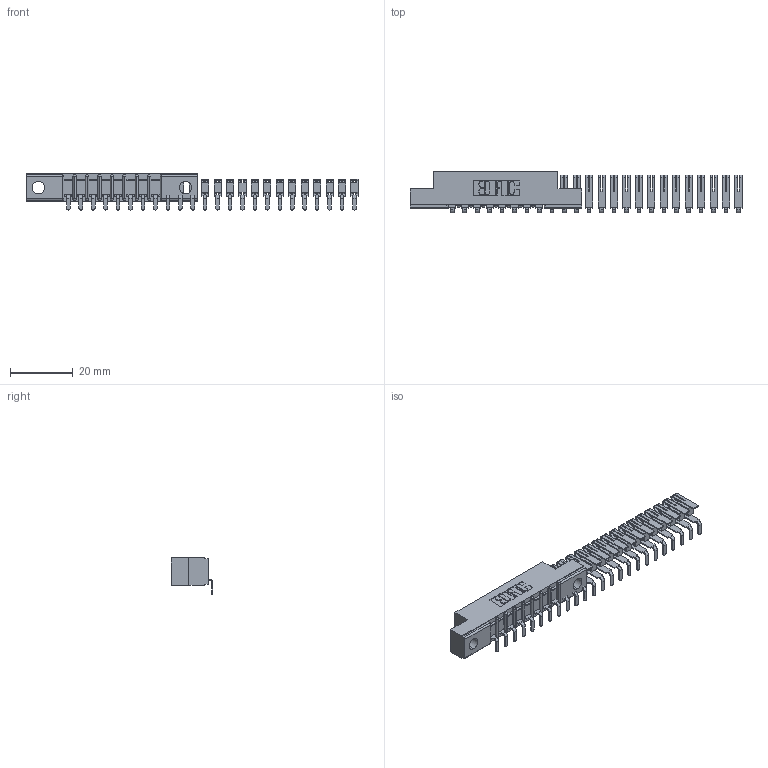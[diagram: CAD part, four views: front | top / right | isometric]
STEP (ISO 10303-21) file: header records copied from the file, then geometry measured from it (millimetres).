
FILE_DESCRIPTION (( 'STEP AP203' ), '1' );
FILE_NAME ('357-024-553-104.STEP', '2018-08-09T00:37:51', ( '' ), ( '' ), 'SwSTEP 2.0', 'SolidWorks 2016', '' );
FILE_SCHEMA (( 'CONFIG_CONTROL_DESIGN' ));
Length unit declared in the file: inch
Products named in the file (3): 307 Part_.156 Dia Mounting Holes; 307-290-002_553; 357-024-553-104
Assembly tree (25 placements, depth 2):
  357-024-553-104
    307 Part_.156 Dia Mounting Holes
    307-290-002_553  x24
Bounding box: 105.75 x 13.32 x 11.51 mm (x, y, z)
Volume: 3961.6 mm3; surface area: 9023.2 mm2
Topology: 25 solids, 25 shells, 1693 faces, 5191 edges, 3434 vertices
Faces by surface type: plane 1020, cylinder 655, sphere 18
Entity records: 12834 total; most frequent: CARTESIAN_POINT 2094, ORIENTED_EDGE 2066, DIRECTION 2059, EDGE_CURVE 1033, VECTOR 781, LINE 781, VERTEX_POINT 674, AXIS2_PLACEMENT_3D 639
